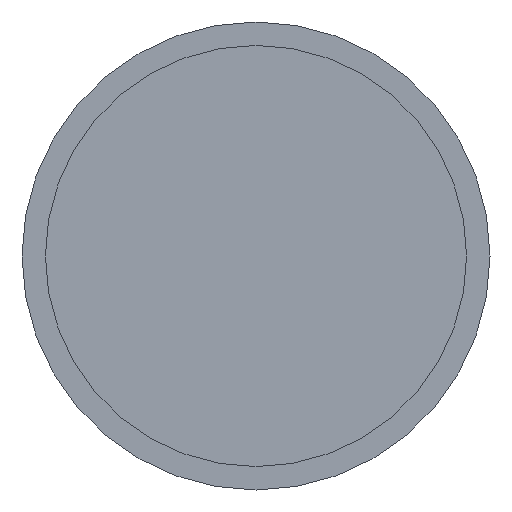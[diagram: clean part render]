
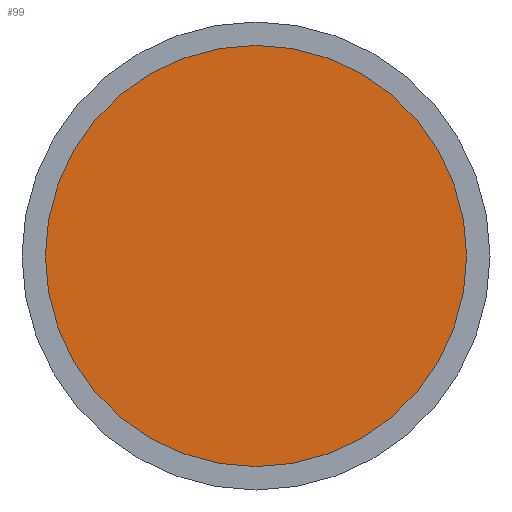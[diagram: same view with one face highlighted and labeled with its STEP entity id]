
A CAD part, front view. The second image highlights one B-rep face of the part: STEP entity #99.
In plain terms, the highlighted planar face has unit normal (0, -1, 0).
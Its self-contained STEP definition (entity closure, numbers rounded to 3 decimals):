
#82 = EDGE_CURVE ( 'NONE', #103, #98, #290, .T. ) ;
#94 = EDGE_CURVE ( 'NONE', #98, #103, #322, .T. ) ;
#97 = EDGE_LOOP ( 'NONE', ( #100, #101 ) ) ;
#98 = VERTEX_POINT ( 'NONE', #156 ) ;
#99 = ADVANCED_FACE ( 'NONE', ( #155 ), #154, .F. ) ;
#100 = ORIENTED_EDGE ( 'NONE', *, *, #94, .T. ) ;
#101 = ORIENTED_EDGE ( 'NONE', *, *, #82, .T. ) ;
#103 = VERTEX_POINT ( 'NONE', #145 ) ;
#145 = CARTESIAN_POINT ( 'NONE',  ( 0., 0., 18. ) ) ;
#150 = DIRECTION ( 'NONE',  ( 0., 0., 1. ) ) ;
#151 = DIRECTION ( 'NONE',  ( 0., 1., 0. ) ) ;
#152 = CARTESIAN_POINT ( 'NONE',  ( 0., 0., 0. ) ) ;
#153 = AXIS2_PLACEMENT_3D ( 'NONE', #152, #151, #150 ) ;
#154 = PLANE ( 'NONE',  #153 ) ;
#155 = FACE_OUTER_BOUND ( 'NONE', #97, .T. ) ;
#156 = CARTESIAN_POINT ( 'NONE',  ( 0., 0., -18. ) ) ;
#160 = DIRECTION ( 'NONE',  ( 0., 0., -1. ) ) ;
#282 = DIRECTION ( 'NONE',  ( 0., 0., -1. ) ) ;
#283 = DIRECTION ( 'NONE',  ( 0., -1., 0. ) ) ;
#284 = CARTESIAN_POINT ( 'NONE',  ( 0., 0., 0. ) ) ;
#285 = AXIS2_PLACEMENT_3D ( 'NONE', #284, #283, #282 ) ;
#290 = CIRCLE ( 'NONE', #285, 18. ) ;
#319 = DIRECTION ( 'NONE',  ( 0., -1., 0. ) ) ;
#320 = CARTESIAN_POINT ( 'NONE',  ( 0., 0., 0. ) ) ;
#321 = AXIS2_PLACEMENT_3D ( 'NONE', #320, #319, #160 ) ;
#322 = CIRCLE ( 'NONE', #321, 18. ) ;
